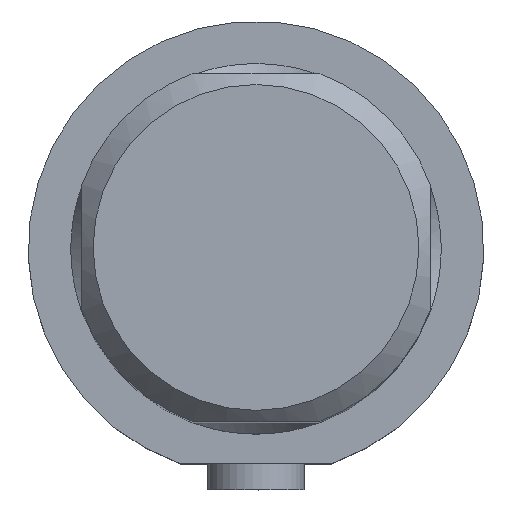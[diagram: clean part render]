
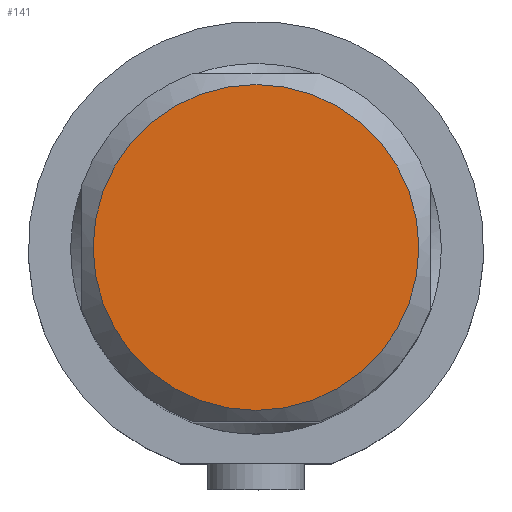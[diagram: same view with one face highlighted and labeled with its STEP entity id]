
A CAD part, top view. The second image highlights one B-rep face of the part: STEP entity #141.
In plain terms, the highlighted planar face has unit normal (0, 0, 1).
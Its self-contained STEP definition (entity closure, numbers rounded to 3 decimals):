
#50=PLANE('',#562);
#73=FACE_OUTER_BOUND('',#206,.T.);
#141=ADVANCED_FACE('',(#73),#50,.F.);
#206=EDGE_LOOP('',(#343));
#343=ORIENTED_EDGE('',*,*,#396,.F.);
#352=VERTEX_POINT('',#743);
#396=EDGE_CURVE('',#352,#352,#452,.T.);
#452=CIRCLE('',#514,21.99);
#514=AXIS2_PLACEMENT_3D('',#742,#579,#580);
#562=AXIS2_PLACEMENT_3D('',#974,#697,#698);
#579=DIRECTION('',(0.,0.,-1.));
#580=DIRECTION('',(-1.,0.,0.));
#697=DIRECTION('',(0.,0.,-1.));
#698=DIRECTION('',(-1.,0.,0.));
#742=CARTESIAN_POINT('',(0.,0.,120.));
#743=CARTESIAN_POINT('',(-21.99,0.,120.));
#974=CARTESIAN_POINT('',(0.,0.,120.));
